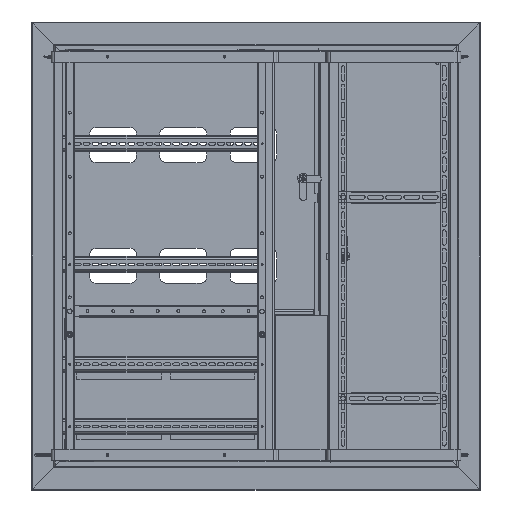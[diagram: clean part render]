
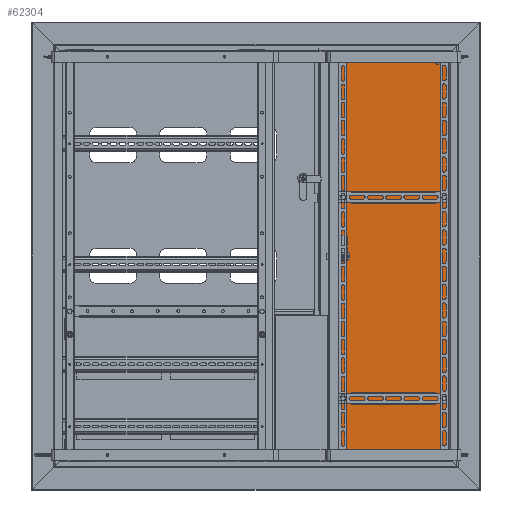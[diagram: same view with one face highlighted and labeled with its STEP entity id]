
A CAD part, left-side view. The second image highlights one B-rep face of the part: STEP entity #62304.
In plain terms, the highlighted face is planar.
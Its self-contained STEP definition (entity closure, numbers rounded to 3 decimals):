
#1552 = DIRECTION ( 'NONE',  ( 0., 0., 1. ) ) ;
#2036 = EDGE_LOOP ( 'NONE', ( #35799, #29844 ) ) ;
#2088 = CARTESIAN_POINT ( 'NONE',  ( 132.2, 2.3, -1. ) ) ;
#2094 = CIRCLE ( 'NONE', #8587, 0.5 ) ;
#4296 = CIRCLE ( 'NONE', #30299, 0.5 ) ;
#4313 = VECTOR ( 'NONE', #61396, 1000. ) ;
#5328 = VERTEX_POINT ( 'NONE', #56174 ) ;
#5642 = CARTESIAN_POINT ( 'NONE',  ( 132.2, 2.3, -1. ) ) ;
#6423 = VERTEX_POINT ( 'NONE', #52548 ) ;
#6975 = FACE_BOUND ( 'NONE', #49108, .T. ) ;
#7968 = EDGE_CURVE ( 'NONE', #49575, #43898, #26537, .T. ) ;
#7971 = ORIENTED_EDGE ( 'NONE', *, *, #30453, .F. ) ;
#8236 = VERTEX_POINT ( 'NONE', #9178 ) ;
#8587 = AXIS2_PLACEMENT_3D ( 'NONE', #64977, #23626, #13112 ) ;
#9178 = CARTESIAN_POINT ( 'NONE',  ( -96., 451.149, -1. ) ) ;
#9226 = CARTESIAN_POINT ( 'NONE',  ( -132.2, 2.3, -1. ) ) ;
#10390 = CARTESIAN_POINT ( 'NONE',  ( 94., 35., -1. ) ) ;
#10849 = ORIENTED_EDGE ( 'NONE', *, *, #64267, .F. ) ;
#11884 = CARTESIAN_POINT ( 'NONE',  ( 132.2, 892.7, -1. ) ) ;
#12096 = VECTOR ( 'NONE', #16382, 1000. ) ;
#12742 = AXIS2_PLACEMENT_3D ( 'NONE', #57772, #17443, #17108 ) ;
#12998 = VERTEX_POINT ( 'NONE', #5642 ) ;
#13112 = DIRECTION ( 'NONE',  ( -1., 0., 0. ) ) ;
#13736 = DIRECTION ( 'NONE',  ( 0., -1., 0. ) ) ;
#14307 = DIRECTION ( 'NONE',  ( 1., 0., 0. ) ) ;
#14892 = CARTESIAN_POINT ( 'NONE',  ( -96., 443.851, -1. ) ) ;
#16382 = DIRECTION ( 'NONE',  ( -1., 0., 0. ) ) ;
#16510 = VERTEX_POINT ( 'NONE', #52342 ) ;
#17108 = DIRECTION ( 'NONE',  ( 1., 0., 0. ) ) ;
#17165 = DIRECTION ( 'NONE',  ( 1., 0., 0. ) ) ;
#17443 = DIRECTION ( 'NONE',  ( 0., 0., 1. ) ) ;
#17568 = AXIS2_PLACEMENT_3D ( 'NONE', #60758, #49604, #14307 ) ;
#18447 = VECTOR ( 'NONE', #13736, 1000. ) ;
#18513 = LINE ( 'NONE', #38207, #18447 ) ;
#19494 = VECTOR ( 'NONE', #29924, 1000. ) ;
#20765 = VERTEX_POINT ( 'NONE', #10390 ) ;
#23527 = VERTEX_POINT ( 'NONE', #31523 ) ;
#23626 = DIRECTION ( 'NONE',  ( 0., 0., -1. ) ) ;
#24464 = CARTESIAN_POINT ( 'NONE',  ( 94.5, 35., -1. ) ) ;
#26537 = LINE ( 'NONE', #47250, #12096 ) ;
#26886 = DIRECTION ( 'NONE',  ( 0., -1., 0. ) ) ;
#27671 = PLANE ( 'NONE',  #28338 ) ;
#28338 = AXIS2_PLACEMENT_3D ( 'NONE', #53091, #1552, #17165 ) ;
#29844 = ORIENTED_EDGE ( 'NONE', *, *, #34569, .F. ) ;
#29924 = DIRECTION ( 'NONE',  ( 1., 0., 0. ) ) ;
#30299 = AXIS2_PLACEMENT_3D ( 'NONE', #24464, #53968, #45147 ) ;
#30313 = CARTESIAN_POINT ( 'NONE',  ( -132.2, 892.7, -1. ) ) ;
#30453 = EDGE_CURVE ( 'NONE', #23527, #12998, #55657, .T. ) ;
#31176 = EDGE_CURVE ( 'NONE', #43898, #23527, #18513, .T. ) ;
#31523 = CARTESIAN_POINT ( 'NONE',  ( -132.2, 2.3, -1. ) ) ;
#32416 = FACE_OUTER_BOUND ( 'NONE', #36457, .T. ) ;
#33745 = FACE_BOUND ( 'NONE', #2036, .T. ) ;
#34569 = EDGE_CURVE ( 'NONE', #5328, #20765, #4296, .T. ) ;
#35799 = ORIENTED_EDGE ( 'NONE', *, *, #59103, .F. ) ;
#35856 = EDGE_CURVE ( 'NONE', #51105, #8236, #50901, .T. ) ;
#36457 = EDGE_LOOP ( 'NONE', ( #10849, #7971, #65099, #50459 ) ) ;
#38137 = CIRCLE ( 'NONE', #17568, 9.25 ) ;
#38207 = CARTESIAN_POINT ( 'NONE',  ( -132.2, 895., -1. ) ) ;
#38858 = EDGE_CURVE ( 'NONE', #6423, #16510, #52984, .T. ) ;
#39500 = ORIENTED_EDGE ( 'NONE', *, *, #35856, .T. ) ;
#43898 = VERTEX_POINT ( 'NONE', #30313 ) ;
#45147 = DIRECTION ( 'NONE',  ( -1., 0., 0. ) ) ;
#46801 = VECTOR ( 'NONE', #52638, 1000. ) ;
#47250 = CARTESIAN_POINT ( 'NONE',  ( 134.5, 892.7, -1. ) ) ;
#49108 = EDGE_LOOP ( 'NONE', ( #53699, #56586, #39500, #65794 ) ) ;
#49575 = VERTEX_POINT ( 'NONE', #11884 ) ;
#49604 = DIRECTION ( 'NONE',  ( 0., 0., 1. ) ) ;
#50459 = ORIENTED_EDGE ( 'NONE', *, *, #7968, .F. ) ;
#50901 = LINE ( 'NONE', #56994, #4313 ) ;
#51105 = VERTEX_POINT ( 'NONE', #14892 ) ;
#52327 = CARTESIAN_POINT ( 'NONE',  ( -113., 451.149, -1. ) ) ;
#52342 = CARTESIAN_POINT ( 'NONE',  ( -113., 443.851, -1. ) ) ;
#52548 = CARTESIAN_POINT ( 'NONE',  ( -113., 451.149, -1. ) ) ;
#52638 = DIRECTION ( 'NONE',  ( 0., 1., 0. ) ) ;
#52984 = LINE ( 'NONE', #52327, #59632 ) ;
#53091 = CARTESIAN_POINT ( 'NONE',  ( 0., 0., -1. ) ) ;
#53699 = ORIENTED_EDGE ( 'NONE', *, *, #38858, .T. ) ;
#53968 = DIRECTION ( 'NONE',  ( 0., 0., -1. ) ) ;
#55657 = LINE ( 'NONE', #9226, #19494 ) ;
#56174 = CARTESIAN_POINT ( 'NONE',  ( 95., 35., -1. ) ) ;
#56586 = ORIENTED_EDGE ( 'NONE', *, *, #57129, .T. ) ;
#56994 = CARTESIAN_POINT ( 'NONE',  ( -96., 451.149, -1. ) ) ;
#57129 = EDGE_CURVE ( 'NONE', #16510, #51105, #62564, .T. ) ;
#57772 = CARTESIAN_POINT ( 'NONE',  ( -104.5, 447.5, -1. ) ) ;
#59103 = EDGE_CURVE ( 'NONE', #20765, #5328, #2094, .T. ) ;
#59632 = VECTOR ( 'NONE', #26886, 1000. ) ;
#60758 = CARTESIAN_POINT ( 'NONE',  ( -104.5, 447.5, -1. ) ) ;
#61396 = DIRECTION ( 'NONE',  ( 0., 1., 0. ) ) ;
#62304 = ADVANCED_FACE ( 'NONE', ( #33745, #6975, #32416 ), #27671, .F. ) ;
#62564 = CIRCLE ( 'NONE', #12742, 9.25 ) ;
#62835 = EDGE_CURVE ( 'NONE', #8236, #6423, #38137, .T. ) ;
#63801 = LINE ( 'NONE', #2088, #46801 ) ;
#64267 = EDGE_CURVE ( 'NONE', #12998, #49575, #63801, .T. ) ;
#64977 = CARTESIAN_POINT ( 'NONE',  ( 94.5, 35., -1. ) ) ;
#65099 = ORIENTED_EDGE ( 'NONE', *, *, #31176, .F. ) ;
#65794 = ORIENTED_EDGE ( 'NONE', *, *, #62835, .T. ) ;
